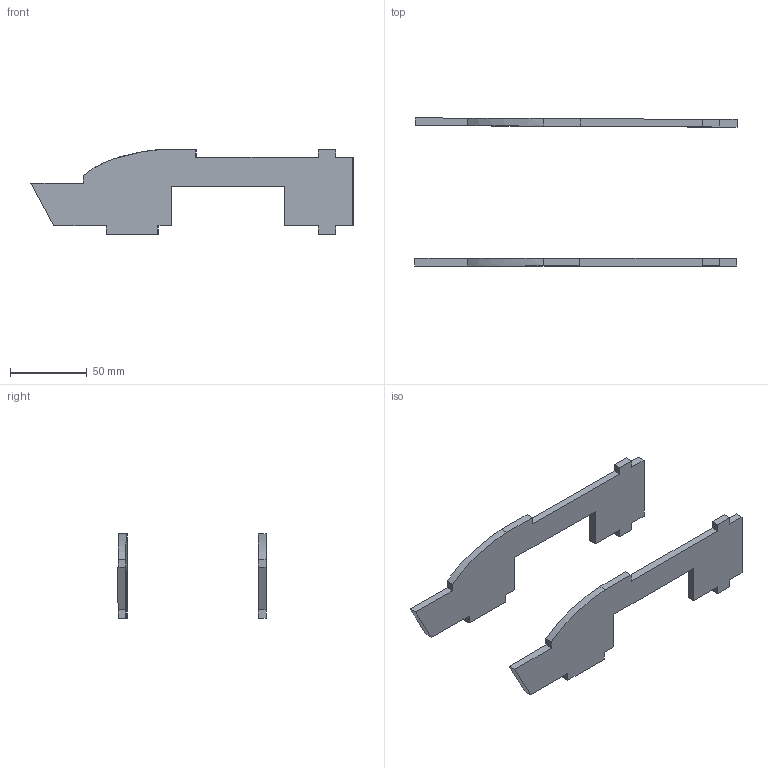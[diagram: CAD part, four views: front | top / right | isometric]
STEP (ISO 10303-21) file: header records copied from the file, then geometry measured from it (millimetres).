
FILE_DESCRIPTION(/* description */ (''),/* implementation_level */ '2;1');
FILE_NAME(/* name */ 'Side1.step',/* time_stamp */ '2022-07-12T11:15:27+05:30',/* author */ (''),/* organization */ (''),/* preprocessor_version */ 'ST-DEVELOPER v19',/* originating_system */ 'Autodesk Translation Framework v11.7.0.108',/* authorisation */ '');
FILE_SCHEMA (('AUTOMOTIVE_DESIGN { 1 0 10303 214 3 1 1 }'));
Length unit declared in the file: millimetre
Products named in the file (1): Side1
Bounding box: 210.31 x 96.77 x 55.2 mm (x, y, z)
Volume: 70789.7 mm3; surface area: 34108.1 mm2
Topology: 2 solids, 2 shells, 54 faces, 150 edges, 100 vertices
Faces by surface type: plane 52, bspline 2
Entity records: 1814 total; most frequent: CARTESIAN_POINT 411, ORIENTED_EDGE 300, DIRECTION 252, EDGE_CURVE 150, LINE 146, VECTOR 146, VERTEX_POINT 100, FACE_OUTER_BOUND 54
